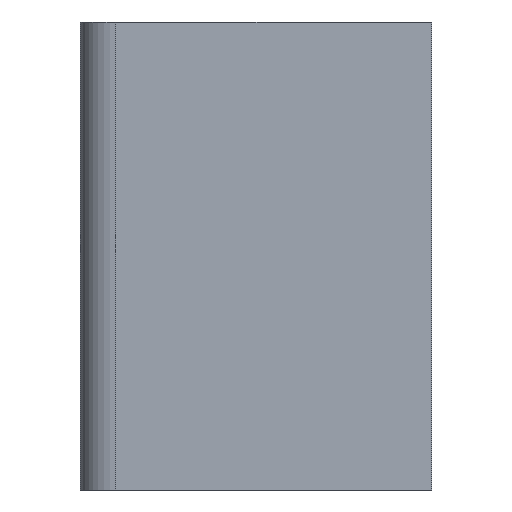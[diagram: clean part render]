
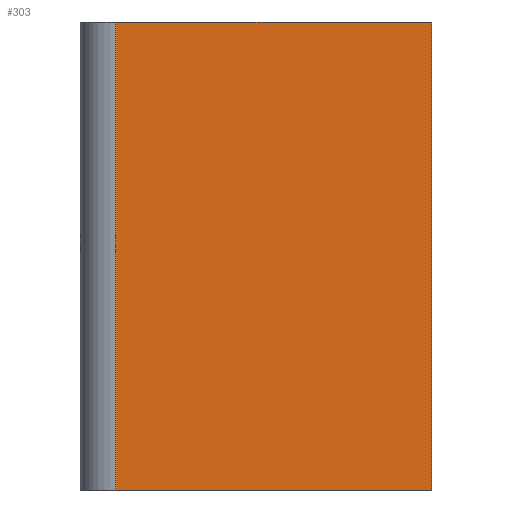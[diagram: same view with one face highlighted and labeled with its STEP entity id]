
A CAD part, front view. The second image highlights one B-rep face of the part: STEP entity #303.
In plain terms, the highlighted planar face has unit normal (0, -1, 0).
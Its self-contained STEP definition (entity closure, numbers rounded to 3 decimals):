
#27=PLANE('',#347);
#45=FACE_OUTER_BOUND('',#67,.T.);
#67=EDGE_LOOP('',(#267,#268,#269,#270));
#85=LINE('',#491,#113);
#91=LINE('',#509,#119);
#94=LINE('',#515,#122);
#95=LINE('',#516,#123);
#113=VECTOR('',#401,10.);
#119=VECTOR('',#425,10.);
#122=VECTOR('',#430,10.);
#123=VECTOR('',#431,10.);
#155=VERTEX_POINT('',#488);
#156=VERTEX_POINT('',#490);
#159=VERTEX_POINT('',#508);
#161=VERTEX_POINT('',#514);
#186=EDGE_CURVE('',#156,#155,#85,.T.);
#195=EDGE_CURVE('',#156,#159,#91,.T.);
#198=EDGE_CURVE('',#161,#155,#94,.T.);
#199=EDGE_CURVE('',#159,#161,#95,.T.);
#267=ORIENTED_EDGE('',*,*,#186,.T.);
#268=ORIENTED_EDGE('',*,*,#198,.F.);
#269=ORIENTED_EDGE('',*,*,#199,.F.);
#270=ORIENTED_EDGE('',*,*,#195,.F.);
#303=ADVANCED_FACE('',(#45),#27,.F.);
#347=AXIS2_PLACEMENT_3D('',#513,#428,#429);
#401=DIRECTION('',(0.,0.,-1.));
#425=DIRECTION('',(1.,0.,0.));
#428=DIRECTION('center_axis',(0.,1.,0.));
#429=DIRECTION('ref_axis',(1.,0.,0.));
#430=DIRECTION('',(-1.,0.,0.));
#431=DIRECTION('',(0.,0.,-1.));
#488=CARTESIAN_POINT('',(6.,0.,-80.));
#490=CARTESIAN_POINT('',(6.,0.,0.));
#491=CARTESIAN_POINT('',(6.,0.,-60.));
#508=CARTESIAN_POINT('',(60.,0.,0.));
#509=CARTESIAN_POINT('',(0.,0.,0.));
#513=CARTESIAN_POINT('Origin',(30.,0.,-40.));
#514=CARTESIAN_POINT('',(60.,0.,-80.));
#515=CARTESIAN_POINT('',(60.,0.,-80.));
#516=CARTESIAN_POINT('',(60.,0.,0.));
